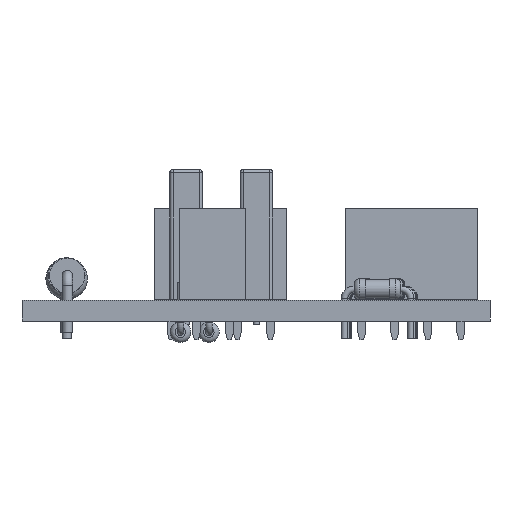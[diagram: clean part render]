
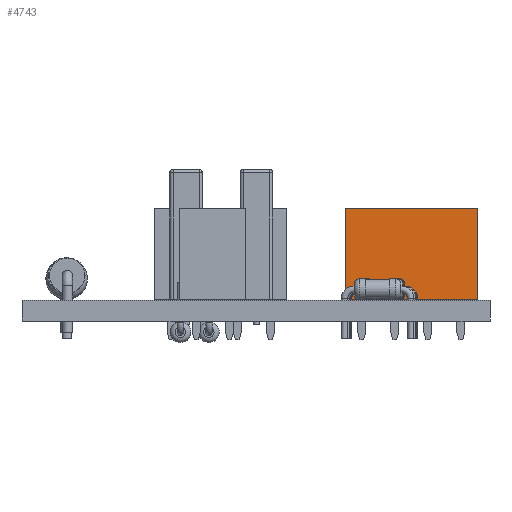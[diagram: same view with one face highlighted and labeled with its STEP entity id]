
A CAD part, left-side view. The second image highlights one B-rep face of the part: STEP entity #4743.
In plain terms, the highlighted face is planar.
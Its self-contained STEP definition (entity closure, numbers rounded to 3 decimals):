
#4743 = ADVANCED_FACE('',(#4744),#4758,.F.);
#4744 = FACE_BOUND('',#4745,.F.);
#4745 = EDGE_LOOP('',(#4746,#4781,#4809,#4837));
#4746 = ORIENTED_EDGE('',*,*,#4747,.T.);
#4747 = EDGE_CURVE('',#4748,#4750,#4752,.T.);
#4748 = VERTEX_POINT('',#4749);
#4749 = CARTESIAN_POINT('',(1.27,-8.89,0.));
#4750 = VERTEX_POINT('',#4751);
#4751 = CARTESIAN_POINT('',(1.27,-8.89,7.));
#4752 = SURFACE_CURVE('',#4753,(#4757,#4769),.PCURVE_S1.);
#4753 = LINE('',#4754,#4755);
#4754 = CARTESIAN_POINT('',(1.27,-8.89,0.));
#4755 = VECTOR('',#4756,1.);
#4756 = DIRECTION('',(0.,0.,1.));
#4757 = PCURVE('',#4758,#4763);
#4758 = PLANE('',#4759);
#4759 = AXIS2_PLACEMENT_3D('',#4760,#4761,#4762);
#4760 = CARTESIAN_POINT('',(1.27,-8.89,0.));
#4761 = DIRECTION('',(-1.,0.,0.));
#4762 = DIRECTION('',(0.,1.,0.));
#4763 = DEFINITIONAL_REPRESENTATION('',(#4764),#4768);
#4764 = LINE('',#4765,#4766);
#4765 = CARTESIAN_POINT('',(0.,0.));
#4766 = VECTOR('',#4767,1.);
#4767 = DIRECTION('',(0.,-1.));
#4768 = ( GEOMETRIC_REPRESENTATION_CONTEXT(2) 
PARAMETRIC_REPRESENTATION_CONTEXT() REPRESENTATION_CONTEXT('2D SPACE',''
  ) );
#4769 = PCURVE('',#4770,#4775);
#4770 = PLANE('',#4771);
#4771 = AXIS2_PLACEMENT_3D('',#4772,#4773,#4774);
#4772 = CARTESIAN_POINT('',(-1.27,-8.89,0.));
#4773 = DIRECTION('',(0.,1.,0.));
#4774 = DIRECTION('',(1.,0.,0.));
#4775 = DEFINITIONAL_REPRESENTATION('',(#4776),#4780);
#4776 = LINE('',#4777,#4778);
#4777 = CARTESIAN_POINT('',(2.54,0.));
#4778 = VECTOR('',#4779,1.);
#4779 = DIRECTION('',(0.,-1.));
#4780 = ( GEOMETRIC_REPRESENTATION_CONTEXT(2) 
PARAMETRIC_REPRESENTATION_CONTEXT() REPRESENTATION_CONTEXT('2D SPACE',''
  ) );
#4781 = ORIENTED_EDGE('',*,*,#4782,.T.);
#4782 = EDGE_CURVE('',#4750,#4783,#4785,.T.);
#4783 = VERTEX_POINT('',#4784);
#4784 = CARTESIAN_POINT('',(1.27,1.27,7.));
#4785 = SURFACE_CURVE('',#4786,(#4790,#4797),.PCURVE_S1.);
#4786 = LINE('',#4787,#4788);
#4787 = CARTESIAN_POINT('',(1.27,-8.89,7.));
#4788 = VECTOR('',#4789,1.);
#4789 = DIRECTION('',(0.,1.,0.));
#4790 = PCURVE('',#4758,#4791);
#4791 = DEFINITIONAL_REPRESENTATION('',(#4792),#4796);
#4792 = LINE('',#4793,#4794);
#4793 = CARTESIAN_POINT('',(0.,-7.));
#4794 = VECTOR('',#4795,1.);
#4795 = DIRECTION('',(1.,0.));
#4796 = ( GEOMETRIC_REPRESENTATION_CONTEXT(2) 
PARAMETRIC_REPRESENTATION_CONTEXT() REPRESENTATION_CONTEXT('2D SPACE',''
  ) );
#4797 = PCURVE('',#4798,#4803);
#4798 = PLANE('',#4799);
#4799 = AXIS2_PLACEMENT_3D('',#4800,#4801,#4802);
#4800 = CARTESIAN_POINT('',(1.27,-8.89,7.));
#4801 = DIRECTION('',(0.,0.,-1.));
#4802 = DIRECTION('',(0.,-1.,0.));
#4803 = DEFINITIONAL_REPRESENTATION('',(#4804),#4808);
#4804 = LINE('',#4805,#4806);
#4805 = CARTESIAN_POINT('',(0.,0.));
#4806 = VECTOR('',#4807,1.);
#4807 = DIRECTION('',(-1.,0.));
#4808 = ( GEOMETRIC_REPRESENTATION_CONTEXT(2) 
PARAMETRIC_REPRESENTATION_CONTEXT() REPRESENTATION_CONTEXT('2D SPACE',''
  ) );
#4809 = ORIENTED_EDGE('',*,*,#4810,.F.);
#4810 = EDGE_CURVE('',#4811,#4783,#4813,.T.);
#4811 = VERTEX_POINT('',#4812);
#4812 = CARTESIAN_POINT('',(1.27,1.27,0.));
#4813 = SURFACE_CURVE('',#4814,(#4818,#4825),.PCURVE_S1.);
#4814 = LINE('',#4815,#4816);
#4815 = CARTESIAN_POINT('',(1.27,1.27,0.));
#4816 = VECTOR('',#4817,1.);
#4817 = DIRECTION('',(0.,0.,1.));
#4818 = PCURVE('',#4758,#4819);
#4819 = DEFINITIONAL_REPRESENTATION('',(#4820),#4824);
#4820 = LINE('',#4821,#4822);
#4821 = CARTESIAN_POINT('',(10.16,0.));
#4822 = VECTOR('',#4823,1.);
#4823 = DIRECTION('',(0.,-1.));
#4824 = ( GEOMETRIC_REPRESENTATION_CONTEXT(2) 
PARAMETRIC_REPRESENTATION_CONTEXT() REPRESENTATION_CONTEXT('2D SPACE',''
  ) );
#4825 = PCURVE('',#4826,#4831);
#4826 = PLANE('',#4827);
#4827 = AXIS2_PLACEMENT_3D('',#4828,#4829,#4830);
#4828 = CARTESIAN_POINT('',(1.27,1.27,0.));
#4829 = DIRECTION('',(0.,-1.,0.));
#4830 = DIRECTION('',(-1.,0.,0.));
#4831 = DEFINITIONAL_REPRESENTATION('',(#4832),#4836);
#4832 = LINE('',#4833,#4834);
#4833 = CARTESIAN_POINT('',(0.,0.));
#4834 = VECTOR('',#4835,1.);
#4835 = DIRECTION('',(0.,-1.));
#4836 = ( GEOMETRIC_REPRESENTATION_CONTEXT(2) 
PARAMETRIC_REPRESENTATION_CONTEXT() REPRESENTATION_CONTEXT('2D SPACE',''
  ) );
#4837 = ORIENTED_EDGE('',*,*,#4838,.F.);
#4838 = EDGE_CURVE('',#4748,#4811,#4839,.T.);
#4839 = SURFACE_CURVE('',#4840,(#4844,#4851),.PCURVE_S1.);
#4840 = LINE('',#4841,#4842);
#4841 = CARTESIAN_POINT('',(1.27,-8.89,0.));
#4842 = VECTOR('',#4843,1.);
#4843 = DIRECTION('',(0.,1.,0.));
#4844 = PCURVE('',#4758,#4845);
#4845 = DEFINITIONAL_REPRESENTATION('',(#4846),#4850);
#4846 = LINE('',#4847,#4848);
#4847 = CARTESIAN_POINT('',(0.,0.));
#4848 = VECTOR('',#4849,1.);
#4849 = DIRECTION('',(1.,0.));
#4850 = ( GEOMETRIC_REPRESENTATION_CONTEXT(2) 
PARAMETRIC_REPRESENTATION_CONTEXT() REPRESENTATION_CONTEXT('2D SPACE',''
  ) );
#4851 = PCURVE('',#4852,#4857);
#4852 = PLANE('',#4853);
#4853 = AXIS2_PLACEMENT_3D('',#4854,#4855,#4856);
#4854 = CARTESIAN_POINT('',(1.27,-8.89,0.));
#4855 = DIRECTION('',(0.,0.,-1.));
#4856 = DIRECTION('',(0.,-1.,0.));
#4857 = DEFINITIONAL_REPRESENTATION('',(#4858),#4862);
#4858 = LINE('',#4859,#4860);
#4859 = CARTESIAN_POINT('',(0.,0.));
#4860 = VECTOR('',#4861,1.);
#4861 = DIRECTION('',(-1.,0.));
#4862 = ( GEOMETRIC_REPRESENTATION_CONTEXT(2) 
PARAMETRIC_REPRESENTATION_CONTEXT() REPRESENTATION_CONTEXT('2D SPACE',''
  ) );
